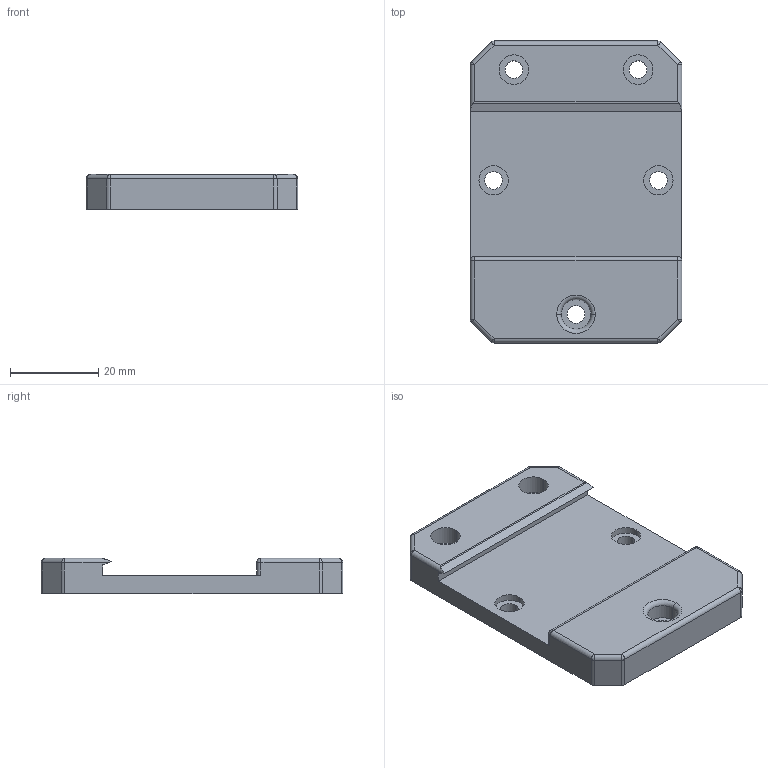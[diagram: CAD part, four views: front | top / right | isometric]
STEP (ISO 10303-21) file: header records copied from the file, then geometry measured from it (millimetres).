
FILE_DESCRIPTION (( 'STEP AP214' ), '1' );
FILE_NAME ('1000-1467-E.STEP', '2019-01-22T20:20:11', ( '' ), ( '' ), 'SwSTEP 2.0', 'SolidWorks 2018', '' );
FILE_SCHEMA (( 'AUTOMOTIVE_DESIGN' ));
Length unit declared in the file: inch
Products named in the file (3): 1000-1467-E; 2300-125
Assembly tree (1 placements, depth 2):
  1000-1467-E
    2300-125
  2300-125
Bounding box: 48 x 68.5 x 8 mm (x, y, z)
Volume: 18784.9 mm3; surface area: 8799.5 mm2
Topology: 1 solids, 1 shells, 75 faces, 178 edges, 104 vertices
Faces by surface type: cylinder 42, plane 21, sphere 10, torus 2
Entity records: 2223 total; most frequent: DIRECTION 410, CARTESIAN_POINT 374, ORIENTED_EDGE 344, EDGE_CURVE 172, AXIS2_PLACEMENT_3D 164, VERTEX_POINT 104, EDGE_LOOP 90, CIRCLE 84
